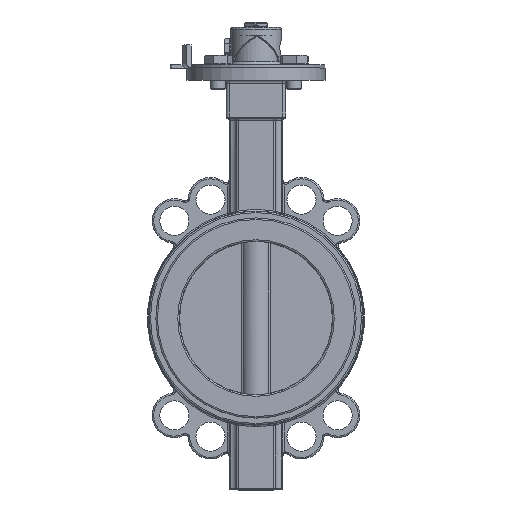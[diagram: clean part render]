
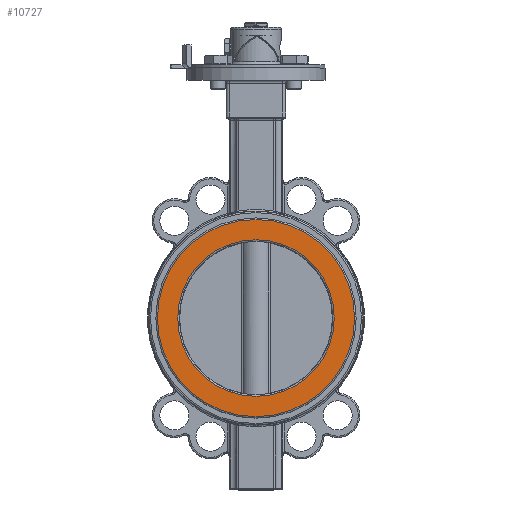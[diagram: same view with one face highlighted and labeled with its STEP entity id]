
A CAD part, top view. The second image highlights one B-rep face of the part: STEP entity #10727.
In plain terms, the highlighted planar face has unit normal (0, 0, 1).
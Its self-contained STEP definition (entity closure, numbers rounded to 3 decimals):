
#168=FACE_BOUND('',#2270,.T.);
#731=CIRCLE('',#11729,51.);
#734=CIRCLE('',#11733,64.25);
#1632=FACE_OUTER_BOUND('',#2269,.T.);
#2269=EDGE_LOOP('',(#7376));
#2270=EDGE_LOOP('',(#7377));
#4396=VERTEX_POINT('',#18503);
#4398=VERTEX_POINT('',#18509);
#5515=EDGE_CURVE('',#4396,#4396,#731,.T.);
#5518=EDGE_CURVE('',#4398,#4398,#734,.T.);
#7376=ORIENTED_EDGE('',*,*,#5518,.F.);
#7377=ORIENTED_EDGE('',*,*,#5515,.F.);
#9819=PLANE('',#11732);
#10727=ADVANCED_FACE('',(#1632,#168),#9819,.T.);
#11729=AXIS2_PLACEMENT_3D('',#18504,#13505,#13506);
#11732=AXIS2_PLACEMENT_3D('',#18508,#13511,#13512);
#11733=AXIS2_PLACEMENT_3D('',#18510,#13513,#13514);
#13505=DIRECTION('center_axis',(0.,0.,1.));
#13506=DIRECTION('ref_axis',(-1.,0.,0.));
#13511=DIRECTION('center_axis',(0.,0.,1.));
#13512=DIRECTION('ref_axis',(1.,0.,0.));
#13513=DIRECTION('center_axis',(0.,0.,-1.));
#13514=DIRECTION('ref_axis',(-1.,0.,0.));
#18503=CARTESIAN_POINT('',(51.,0.,28.5));
#18504=CARTESIAN_POINT('Origin',(0.,0.,28.5));
#18508=CARTESIAN_POINT('Origin',(0.,0.,28.5));
#18509=CARTESIAN_POINT('',(-64.25,0.,28.5));
#18510=CARTESIAN_POINT('Origin',(0.,0.,28.5));
